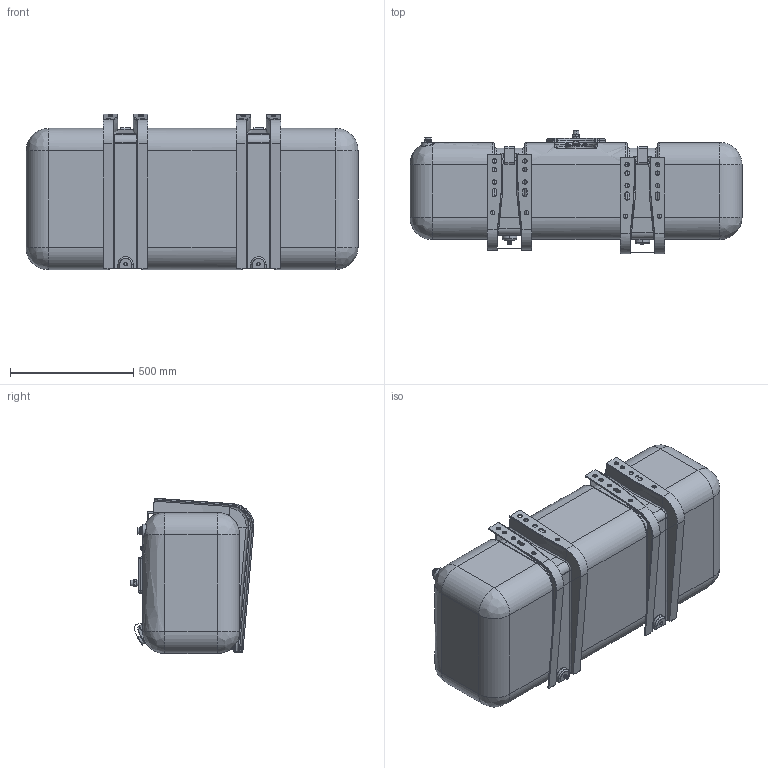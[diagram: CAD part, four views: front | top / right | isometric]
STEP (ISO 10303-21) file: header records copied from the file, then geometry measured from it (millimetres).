
FILE_DESCRIPTION(('FreeCAD Model'),'2;1');
FILE_NAME('Open CASCADE Shape Model','2025-04-17T05:18:46',('FreeCAD'),( 'FreeCAD'),'Open CASCADE STEP processor 7.6','FreeCAD','Unknown');
FILE_SCHEMA(('AUTOMOTIVE_DESIGN { 1 0 10303 214 1 1 1 1 }'));
Products named in the file (1): Open CASCADE STEP translator 7.6 1
Bounding box: 1345.46 x 501.69 x 628.56 mm (x, y, z)
Volume: 3229302.1 mm3; surface area: 4309632.8 mm2
Topology: 4 solids, 11 shells, 1269 faces, 3109 edges, 1828 vertices
Faces by surface type: bspline 1269
Entity records: 51976 total; most frequent: CARTESIAN_POINT 34996, ORIENTED_EDGE 6104, EDGE_CURVE 3054, VERTEX_POINT 1828, B_SPLINE_CURVE_WITH_KNOTS 1635, FACE_BOUND 1343, EDGE_LOOP 1343, ADVANCED_FACE 1269
